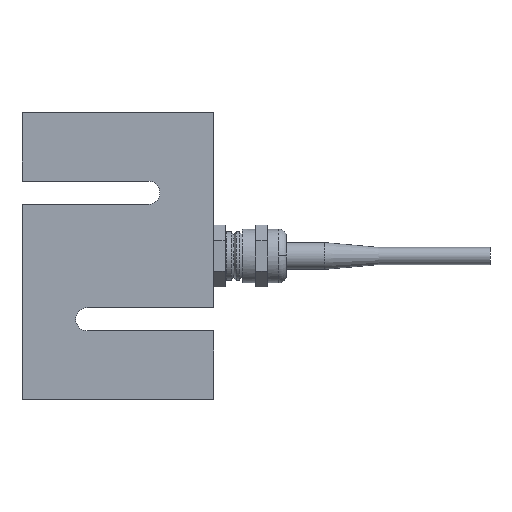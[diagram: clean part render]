
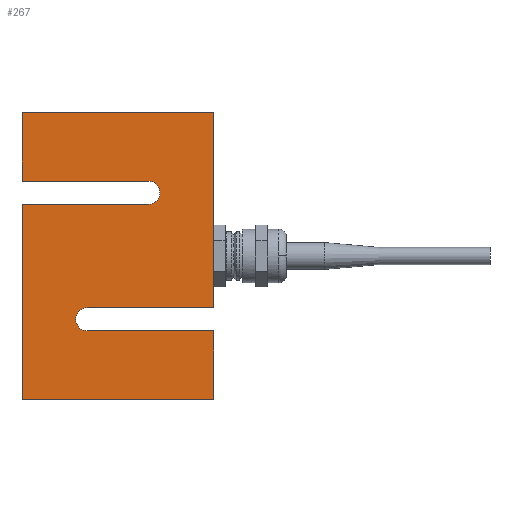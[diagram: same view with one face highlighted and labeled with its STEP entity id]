
A CAD part, left-side view. The second image highlights one B-rep face of the part: STEP entity #267.
In plain terms, the highlighted planar face has unit normal (-1, 0, 0).
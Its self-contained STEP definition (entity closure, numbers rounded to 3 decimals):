
#267 = ADVANCED_FACE( '', ( #536 ), #537, .T. );
#536 = FACE_OUTER_BOUND( '', #822, .T. );
#537 = PLANE( '', #823 );
#822 = EDGE_LOOP( '', ( #1351, #1352, #1353, #1354, #1355, #1356, #1357, #1358, #1359, #1360, #1361, #1362 ) );
#823 = AXIS2_PLACEMENT_3D( '', #1363, #1364, #1365 );
#1351 = ORIENTED_EDGE( '', *, *, #1765, .T. );
#1352 = ORIENTED_EDGE( '', *, *, #1705, .T. );
#1353 = ORIENTED_EDGE( '', *, *, #1874, .T. );
#1354 = ORIENTED_EDGE( '', *, *, #1848, .T. );
#1355 = ORIENTED_EDGE( '', *, *, #1866, .T. );
#1356 = ORIENTED_EDGE( '', *, *, #1875, .T. );
#1357 = ORIENTED_EDGE( '', *, *, #1760, .T. );
#1358 = ORIENTED_EDGE( '', *, *, #1700, .T. );
#1359 = ORIENTED_EDGE( '', *, *, #1855, .T. );
#1360 = ORIENTED_EDGE( '', *, *, #1870, .T. );
#1361 = ORIENTED_EDGE( '', *, *, #1876, .T. );
#1362 = ORIENTED_EDGE( '', *, *, #1813, .T. );
#1363 = CARTESIAN_POINT( '', ( -20., 0., 0. ) );
#1364 = DIRECTION( '', ( -1., 0., 0. ) );
#1365 = DIRECTION( '', ( 0., -1., 0. ) );
#1700 = EDGE_CURVE( '', #2002, #2000, #2003, .T. );
#1705 = EDGE_CURVE( '', #2011, #2009, #2012, .T. );
#1760 = EDGE_CURVE( '', #2098, #2002, #2099, .T. );
#1765 = EDGE_CURVE( '', #2106, #2011, #2107, .T. );
#1813 = EDGE_CURVE( '', #2177, #2106, #2178, .T. );
#1848 = EDGE_CURVE( '', #2223, #2224, #2225, .F. );
#1855 = EDGE_CURVE( '', #2000, #2234, #2236, .T. );
#1866 = EDGE_CURVE( '', #2224, #2250, #2251, .T. );
#1870 = EDGE_CURVE( '', #2234, #2256, #2257, .F. );
#1874 = EDGE_CURVE( '', #2009, #2223, #2262, .T. );
#1875 = EDGE_CURVE( '', #2250, #2098, #2263, .T. );
#1876 = EDGE_CURVE( '', #2256, #2177, #2264, .T. );
#2000 = VERTEX_POINT( '', #2591 );
#2002 = VERTEX_POINT( '', #2594 );
#2003 = LINE( '', #2595, #2596 );
#2009 = VERTEX_POINT( '', #2604 );
#2011 = VERTEX_POINT( '', #2607 );
#2012 = LINE( '', #2608, #2609 );
#2098 = VERTEX_POINT( '', #3081 );
#2099 = LINE( '', #3082, #3083 );
#2106 = VERTEX_POINT( '', #3092 );
#2107 = LINE( '', #3093, #3094 );
#2177 = VERTEX_POINT( '', #3383 );
#2178 = LINE( '', #3384, #3385 );
#2223 = VERTEX_POINT( '', #3537 );
#2224 = VERTEX_POINT( '', #3538 );
#2225 = CIRCLE( '', #3539, 3. );
#2234 = VERTEX_POINT( '', #3551 );
#2236 = LINE( '', #3554, #3555 );
#2250 = VERTEX_POINT( '', #3576 );
#2251 = LINE( '', #3577, #3578 );
#2256 = VERTEX_POINT( '', #3585 );
#2257 = CIRCLE( '', #3586, 3. );
#2262 = LINE( '', #3592, #3593 );
#2263 = LINE( '', #3594, #3595 );
#2264 = LINE( '', #3596, #3597 );
#2591 = CARTESIAN_POINT( '', ( -20., 50., 57. ) );
#2594 = CARTESIAN_POINT( '', ( -20., 50., 75. ) );
#2595 = CARTESIAN_POINT( '', ( -20., 50., 75. ) );
#2596 = VECTOR( '', #3880, 1000. );
#2604 = CARTESIAN_POINT( '', ( -20., 0., 18. ) );
#2607 = CARTESIAN_POINT( '', ( -20., 0., 0. ) );
#2608 = CARTESIAN_POINT( '', ( -20., 0., 0. ) );
#2609 = VECTOR( '', #3884, 1000. );
#3081 = CARTESIAN_POINT( '', ( -20., 0., 75. ) );
#3082 = CARTESIAN_POINT( '', ( -20., 0., 75. ) );
#3083 = VECTOR( '', #3890, 1000. );
#3092 = CARTESIAN_POINT( '', ( -20., 50., 0. ) );
#3093 = CARTESIAN_POINT( '', ( -20., 50., 0. ) );
#3094 = VECTOR( '', #3896, 1000. );
#3383 = CARTESIAN_POINT( '', ( -20., 50., 51. ) );
#3384 = CARTESIAN_POINT( '', ( -20., 50., 51. ) );
#3385 = VECTOR( '', #3902, 1000. );
#3537 = CARTESIAN_POINT( '', ( -20., 33., 18. ) );
#3538 = CARTESIAN_POINT( '', ( -20., 33., 24. ) );
#3539 = AXIS2_PLACEMENT_3D( '', #3907, #3908, #3909 );
#3551 = CARTESIAN_POINT( '', ( -20., 17., 57. ) );
#3554 = CARTESIAN_POINT( '', ( -20., 50., 57. ) );
#3555 = VECTOR( '', #3917, 1000. );
#3576 = CARTESIAN_POINT( '', ( -20., 0., 24. ) );
#3577 = CARTESIAN_POINT( '', ( -20., 36., 24. ) );
#3578 = VECTOR( '', #3918, 1000. );
#3585 = CARTESIAN_POINT( '', ( -20., 17., 51. ) );
#3586 = AXIS2_PLACEMENT_3D( '', #3921, #3922, #3923 );
#3592 = CARTESIAN_POINT( '', ( -20., 0., 18. ) );
#3593 = VECTOR( '', #3928, 1000. );
#3594 = CARTESIAN_POINT( '', ( -20., 0., 24. ) );
#3595 = VECTOR( '', #3929, 1000. );
#3596 = CARTESIAN_POINT( '', ( -20., 14., 51. ) );
#3597 = VECTOR( '', #3930, 1000. );
#3880 = DIRECTION( '', ( 0., 0., -1. ) );
#3884 = DIRECTION( '', ( 0., 0., 1. ) );
#3890 = DIRECTION( '', ( 0., 1., 0. ) );
#3896 = DIRECTION( '', ( 0., -1., 0. ) );
#3902 = DIRECTION( '', ( 0., 0., -1. ) );
#3907 = CARTESIAN_POINT( '', ( -20., 33., 21. ) );
#3908 = DIRECTION( '', ( -1., 0., 0. ) );
#3909 = DIRECTION( '', ( 0., -1., 0. ) );
#3917 = DIRECTION( '', ( 0., -1., 0. ) );
#3918 = DIRECTION( '', ( 0., -1., 0. ) );
#3921 = CARTESIAN_POINT( '', ( -20., 17., 54. ) );
#3922 = DIRECTION( '', ( -1., 0., 0. ) );
#3923 = DIRECTION( '', ( 0., -1., 0. ) );
#3928 = DIRECTION( '', ( 0., 1., 0. ) );
#3929 = DIRECTION( '', ( 0., 0., 1. ) );
#3930 = DIRECTION( '', ( 0., 1., 0. ) );
